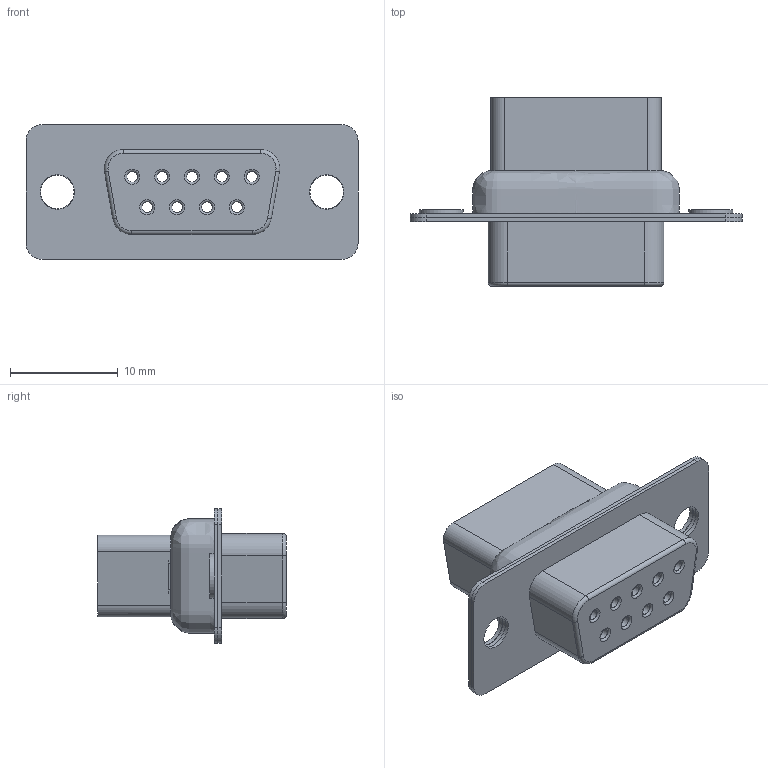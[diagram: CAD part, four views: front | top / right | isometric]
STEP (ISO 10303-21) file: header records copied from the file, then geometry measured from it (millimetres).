
FILE_DESCRIPTION(/* description */ ('Unknown'),/* implementation_level */ '2;1');
FILE_NAME(/* name */ '618009217222',/* time_stamp */ '2018-10-17T15:37:53+02:00',/* author */ ('Unknown'),/* organization */ ('Unknown'),/* preprocessor_version */ 'ST-DEVELOPER v16.7',/* originating_system */ 'DEX',/* authorisation */ $);
FILE_SCHEMA (('AUTOMOTIVE_DESIGN {1 0 10303 214 3 1 1}'));
Length unit declared in the file: millimetre
Products named in the file (5): 6180xx217222; 618009217222_AVANT_INTER; 618009217222_ARRIERE_INTER; 618009217222_ARRIERE; 618009217222_FACADE
Assembly tree (4 placements, depth 2):
  6180xx217222
    618009217222_AVANT_INTER
    618009217222_ARRIERE_INTER
    618009217222_ARRIERE
    618009217222_FACADE
Bounding box: 30.81 x 17.5 x 12.5 mm (x, y, z)
Volume: 1974.3 mm3; surface area: 4512.5 mm2
Topology: 4 solids, 4 shells, 341 faces, 868 edges, 551 vertices
Faces by surface type: plane 143, cylinder 108, cone 58, torus 17, bspline 15
Full cylindrical faces by diameter (mm): 1 x9, 2.2 x9, 2.3 x9, 3.1 x2, 3.2 x4, 4.1 x2
Entity records: 15881 total; most frequent: CARTESIAN_POINT 8001, DIRECTION 1590, ORIENTED_EDGE 1538, EDGE_CURVE 769, AXIS2_PLACEMENT_3D 632, VERTEX_POINT 517, EDGE_LOOP 470, FACE_BOUND 470
